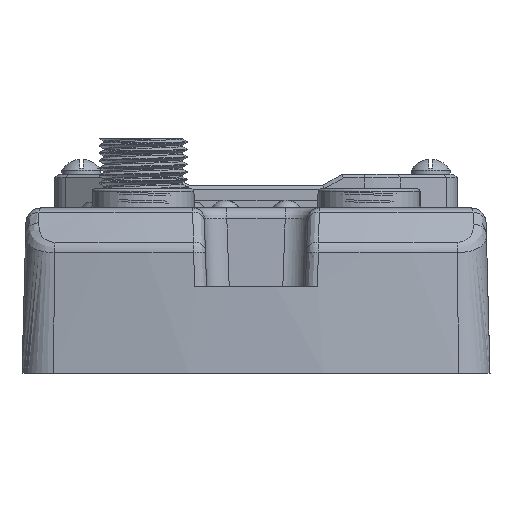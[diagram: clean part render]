
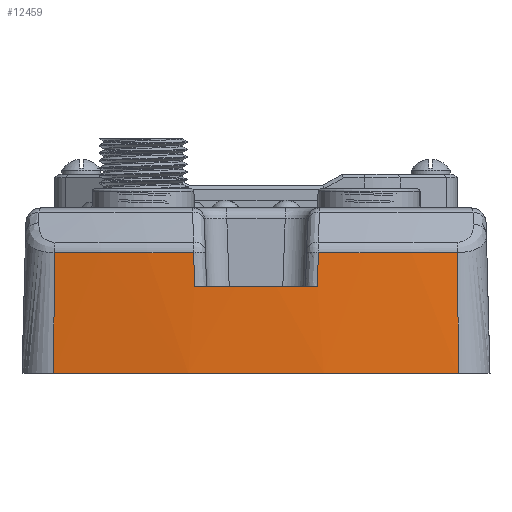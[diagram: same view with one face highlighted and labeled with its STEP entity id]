
A CAD part, front view. The second image highlights one B-rep face of the part: STEP entity #12459.
In plain terms, the highlighted conical face has half-angle 1.5 degrees and reference radius 156.998 mm.
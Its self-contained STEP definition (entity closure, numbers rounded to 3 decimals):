
#8665=CONICAL_SURFACE('',#49092,156.998,1.5);
#9278=FACE_OUTER_BOUND('',#19121,.T.);
#10911=B_SPLINE_CURVE_WITH_KNOTS('',3,(#64688,#64689,#64690,#64691,#64692,
#64693),.UNSPECIFIED.,.F.,.F.,(4,2,4),(0.,0.481,1.),
 .UNSPECIFIED.);
#10919=B_SPLINE_CURVE_WITH_KNOTS('',3,(#64846,#64847,#64848,#64849,#64850,
#64851),.UNSPECIFIED.,.F.,.F.,(4,2,4),(0.,0.662,1.),
 .UNSPECIFIED.);
#10923=B_SPLINE_CURVE_WITH_KNOTS('',1,(#64940,#64941,#64942),
 .UNSPECIFIED.,.F.,.F.,(2,1,2),(0.,0.83,1.),.UNSPECIFIED.);
#10926=B_SPLINE_CURVE_WITH_KNOTS('',1,(#65025,#65026,#65027),
 .UNSPECIFIED.,.F.,.F.,(2,1,2),(0.,0.169,1.),.UNSPECIFIED.);
#12459=ADVANCED_FACE('',(#9278),#8665,.T.);
#15862=CIRCLE('',#48904,157.09);
#15915=CIRCLE('',#49046,156.67);
#15924=CIRCLE('',#49057,156.67);
#15943=CIRCLE('',#49091,156.789);
#19121=EDGE_LOOP('',(#22876,#22877,#22878,#22879,#22880,#22881,#22882,#22883));
#22876=ORIENTED_EDGE('',*,*,#37866,.T.);
#22877=ORIENTED_EDGE('',*,*,#37817,.T.);
#22878=ORIENTED_EDGE('',*,*,#37837,.T.);
#22879=ORIENTED_EDGE('',*,*,#37875,.F.);
#22880=ORIENTED_EDGE('',*,*,#37859,.T.);
#22881=ORIENTED_EDGE('',*,*,#37799,.T.);
#22882=ORIENTED_EDGE('',*,*,#37863,.T.);
#22883=ORIENTED_EDGE('',*,*,#37563,.F.);
#33637=VERTEX_POINT('',#63527);
#33638=VERTEX_POINT('',#63529);
#33783=VERTEX_POINT('',#64311);
#33786=VERTEX_POINT('',#64382);
#33795=VERTEX_POINT('',#64456);
#33800=VERTEX_POINT('',#64546);
#33811=VERTEX_POINT('',#64694);
#33822=VERTEX_POINT('',#64852);
#37563=EDGE_CURVE('',#33637,#33638,#15862,.T.);
#37799=EDGE_CURVE('',#33786,#33783,#15915,.T.);
#37817=EDGE_CURVE('',#33795,#33800,#15924,.T.);
#37837=EDGE_CURVE('',#33800,#33811,#10911,.T.);
#37859=EDGE_CURVE('',#33822,#33786,#10919,.T.);
#37863=EDGE_CURVE('',#33783,#33638,#10923,.T.);
#37866=EDGE_CURVE('',#33637,#33795,#10926,.T.);
#37875=EDGE_CURVE('',#33822,#33811,#15943,.T.);
#48904=AXIS2_PLACEMENT_3D('',#63528,#52847,#52848);
#49046=AXIS2_PLACEMENT_3D('',#64385,#53273,#53274);
#49057=AXIS2_PLACEMENT_3D('',#64547,#53295,#53296);
#49091=AXIS2_PLACEMENT_3D('',#65092,#53375,#53376);
#49092=AXIS2_PLACEMENT_3D('',#65093,#53377,#53378);
#52847=DIRECTION('',(0.,0.,-1.));
#52848=DIRECTION('',(-1.,0.,0.));
#53273=DIRECTION('',(0.,0.,-1.));
#53274=DIRECTION('',(1.,0.,0.));
#53295=DIRECTION('',(0.,0.,-1.));
#53296=DIRECTION('',(1.,0.,0.));
#53375=DIRECTION('',(0.,0.,1.));
#53376=DIRECTION('',(-1.,0.,0.));
#53377=DIRECTION('',(0.,0.,-1.));
#53378=DIRECTION('',(1.,0.,0.));
#63527=CARTESIAN_POINT('',(38.373,71.814,-20.));
#63528=CARTESIAN_POINT('',(11.5,226.588,-20.));
#63529=CARTESIAN_POINT('',(-15.373,71.814,-20.));
#64311=CARTESIAN_POINT('',(-15.301,72.228,-3.971));
#64382=CARTESIAN_POINT('',(3.202,70.138,-3.971));
#64385=CARTESIAN_POINT('',(11.5,226.588,-3.971));
#64456=CARTESIAN_POINT('',(38.301,72.228,-3.971));
#64546=CARTESIAN_POINT('',(19.798,70.138,-3.971));
#64547=CARTESIAN_POINT('',(11.5,226.588,-3.971));
#64688=CARTESIAN_POINT('',(19.798,70.138,-3.971));
#64689=CARTESIAN_POINT('',(19.772,70.118,-4.697));
#64690=CARTESIAN_POINT('',(19.747,70.097,-5.424));
#64691=CARTESIAN_POINT('',(19.693,70.055,-6.933));
#64692=CARTESIAN_POINT('',(19.666,70.033,-7.717));
#64693=CARTESIAN_POINT('',(19.638,70.011,-8.5));
#64694=CARTESIAN_POINT('',(19.638,70.011,-8.5));
#64846=CARTESIAN_POINT('',(3.362,70.011,-8.5));
#64847=CARTESIAN_POINT('',(3.327,70.039,-7.501));
#64848=CARTESIAN_POINT('',(3.291,70.067,-6.502));
#64849=CARTESIAN_POINT('',(3.238,70.11,-4.992));
#64850=CARTESIAN_POINT('',(3.22,70.124,-4.482));
#64851=CARTESIAN_POINT('',(3.202,70.138,-3.971));
#64852=CARTESIAN_POINT('',(3.362,70.011,-8.5));
#64940=CARTESIAN_POINT('',(-15.261,72.459,4.979));
#64941=CARTESIAN_POINT('',(-15.357,71.905,-16.5));
#64942=CARTESIAN_POINT('',(-15.377,71.791,-20.897));
#65025=CARTESIAN_POINT('',(38.377,71.791,-20.897));
#65026=CARTESIAN_POINT('',(38.357,71.905,-16.5));
#65027=CARTESIAN_POINT('',(38.26,72.461,5.06));
#65092=CARTESIAN_POINT('',(11.5,226.588,-8.5));
#65093=CARTESIAN_POINT('',(11.5,226.588,-16.5));
